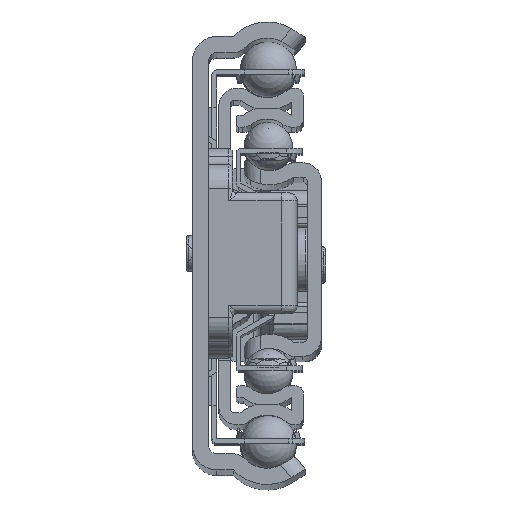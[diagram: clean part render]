
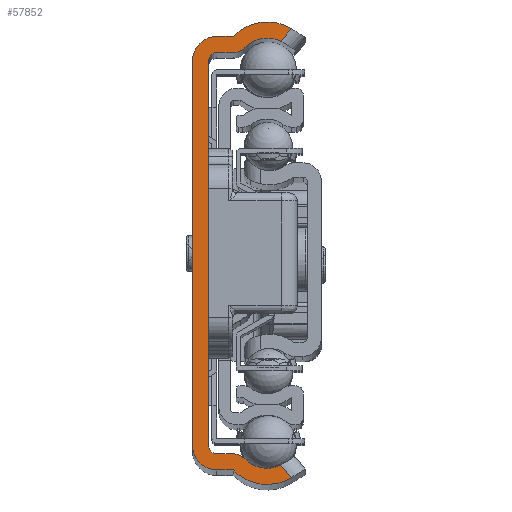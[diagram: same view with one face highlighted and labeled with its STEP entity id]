
A CAD part, top view. The second image highlights one B-rep face of the part: STEP entity #57852.
In plain terms, the highlighted planar face has unit normal (0, 0, 1).
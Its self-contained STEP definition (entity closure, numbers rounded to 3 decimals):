
#5814=LINE('',#99171,#10159);
#5836=LINE('',#99259,#10181);
#5844=LINE('',#99305,#10189);
#5855=LINE('',#99365,#10200);
#5859=LINE('',#99377,#10204);
#5863=LINE('',#99389,#10208);
#5868=LINE('',#99406,#10213);
#5872=LINE('',#99420,#10217);
#10159=VECTOR('',#71243,10.);
#10181=VECTOR('',#71331,10.);
#10189=VECTOR('',#71361,10.);
#10200=VECTOR('',#71408,10.);
#10204=VECTOR('',#71420,10.);
#10208=VECTOR('',#71432,10.);
#10213=VECTOR('',#71453,10.);
#10217=VECTOR('',#71471,10.);
#13085=PLANE('',#61858);
#15302=FACE_OUTER_BOUND('',#18329,.T.);
#18329=EDGE_LOOP('',(#44697,#44698,#44699,#44700,#44701,#44702,#44703,#44704,
#44705,#44706,#44707,#44708,#44709,#44710,#44711,#44712,#44713,#44714));
#20932=CIRCLE('',#61810,5.8);
#20934=CIRCLE('',#61819,3.8);
#20935=CIRCLE('',#61829,3.8);
#20937=CIRCLE('',#61832,2.);
#20939=CIRCLE('',#61836,1.);
#20941=CIRCLE('',#61840,1.);
#20943=CIRCLE('',#61844,2.);
#20945=CIRCLE('',#61848,5.8);
#20947=CIRCLE('',#61852,3.);
#20949=CIRCLE('',#61855,3.);
#24802=VERTEX_POINT('',#99169);
#24803=VERTEX_POINT('',#99170);
#24831=VERTEX_POINT('',#99253);
#24832=VERTEX_POINT('',#99258);
#24839=VERTEX_POINT('',#99280);
#24846=VERTEX_POINT('',#99299);
#24847=VERTEX_POINT('',#99304);
#24851=VERTEX_POINT('',#99320);
#24858=VERTEX_POINT('',#99352);
#24860=VERTEX_POINT('',#99358);
#24862=VERTEX_POINT('',#99364);
#24864=VERTEX_POINT('',#99370);
#24866=VERTEX_POINT('',#99376);
#24868=VERTEX_POINT('',#99382);
#24870=VERTEX_POINT('',#99388);
#24872=VERTEX_POINT('',#99399);
#24874=VERTEX_POINT('',#99405);
#24876=VERTEX_POINT('',#99414);
#31882=EDGE_CURVE('',#24802,#24803,#5814,.T.);
#31925=EDGE_CURVE('',#24831,#24832,#5836,.T.);
#31934=EDGE_CURVE('',#24839,#24831,#20932,.T.);
#31943=EDGE_CURVE('',#24846,#24847,#5844,.T.);
#31949=EDGE_CURVE('',#24851,#24846,#20934,.T.);
#31961=EDGE_CURVE('',#24832,#24858,#20935,.T.);
#31964=EDGE_CURVE('',#24858,#24860,#20937,.T.);
#31967=EDGE_CURVE('',#24860,#24862,#5855,.T.);
#31970=EDGE_CURVE('',#24862,#24864,#20939,.T.);
#31973=EDGE_CURVE('',#24864,#24866,#5859,.T.);
#31976=EDGE_CURVE('',#24866,#24868,#20941,.T.);
#31979=EDGE_CURVE('',#24868,#24870,#5863,.T.);
#31982=EDGE_CURVE('',#24870,#24851,#20943,.T.);
#31985=EDGE_CURVE('',#24847,#24872,#20945,.T.);
#31988=EDGE_CURVE('',#24872,#24874,#5868,.T.);
#31991=EDGE_CURVE('',#24874,#24802,#20947,.T.);
#31993=EDGE_CURVE('',#24803,#24876,#20949,.T.);
#31996=EDGE_CURVE('',#24876,#24839,#5872,.T.);
#44697=ORIENTED_EDGE('',*,*,#31925,.F.);
#44698=ORIENTED_EDGE('',*,*,#31934,.F.);
#44699=ORIENTED_EDGE('',*,*,#31996,.F.);
#44700=ORIENTED_EDGE('',*,*,#31993,.F.);
#44701=ORIENTED_EDGE('',*,*,#31882,.F.);
#44702=ORIENTED_EDGE('',*,*,#31991,.F.);
#44703=ORIENTED_EDGE('',*,*,#31988,.F.);
#44704=ORIENTED_EDGE('',*,*,#31985,.F.);
#44705=ORIENTED_EDGE('',*,*,#31943,.F.);
#44706=ORIENTED_EDGE('',*,*,#31949,.F.);
#44707=ORIENTED_EDGE('',*,*,#31982,.F.);
#44708=ORIENTED_EDGE('',*,*,#31979,.F.);
#44709=ORIENTED_EDGE('',*,*,#31976,.F.);
#44710=ORIENTED_EDGE('',*,*,#31973,.F.);
#44711=ORIENTED_EDGE('',*,*,#31970,.F.);
#44712=ORIENTED_EDGE('',*,*,#31967,.F.);
#44713=ORIENTED_EDGE('',*,*,#31964,.F.);
#44714=ORIENTED_EDGE('',*,*,#31961,.F.);
#57852=ADVANCED_FACE('',(#15302),#13085,.T.);
#61810=AXIS2_PLACEMENT_3D('',#99282,#71343,#71344);
#61819=AXIS2_PLACEMENT_3D('',#99322,#71368,#71369);
#61829=AXIS2_PLACEMENT_3D('',#99353,#71394,#71395);
#61832=AXIS2_PLACEMENT_3D('',#99359,#71401,#71402);
#61836=AXIS2_PLACEMENT_3D('',#99371,#71413,#71414);
#61840=AXIS2_PLACEMENT_3D('',#99383,#71425,#71426);
#61844=AXIS2_PLACEMENT_3D('',#99394,#71437,#71438);
#61848=AXIS2_PLACEMENT_3D('',#99400,#71446,#71447);
#61852=AXIS2_PLACEMENT_3D('',#99411,#71458,#71459);
#61855=AXIS2_PLACEMENT_3D('',#99415,#71464,#71465);
#61858=AXIS2_PLACEMENT_3D('',#99422,#71473,#71474);
#71243=DIRECTION('',(0.,1.,0.));
#71331=DIRECTION('',(-0.653,-0.757,0.));
#71343=DIRECTION('center_axis',(0.,0.,-1.));
#71344=DIRECTION('ref_axis',(-0.525,-0.851,0.));
#71361=DIRECTION('',(0.653,-0.757,0.));
#71368=DIRECTION('center_axis',(0.,0.,1.));
#71369=DIRECTION('ref_axis',(-0.724,-0.69,0.));
#71394=DIRECTION('center_axis',(0.,0.,1.));
#71395=DIRECTION('ref_axis',(0.525,0.851,0.));
#71401=DIRECTION('center_axis',(0.,0.,-1.));
#71402=DIRECTION('ref_axis',(0.,1.,0.));
#71408=DIRECTION('',(-1.,0.,0.));
#71413=DIRECTION('center_axis',(0.,0.,1.));
#71414=DIRECTION('ref_axis',(0.,1.,0.));
#71420=DIRECTION('',(0.,-1.,0.));
#71425=DIRECTION('center_axis',(0.,0.,1.));
#71426=DIRECTION('ref_axis',(-1.,0.,0.));
#71432=DIRECTION('',(1.,0.,0.));
#71437=DIRECTION('center_axis',(0.,0.,-1.));
#71438=DIRECTION('ref_axis',(-0.724,-0.69,0.));
#71446=DIRECTION('center_axis',(0.,0.,-1.));
#71447=DIRECTION('ref_axis',(0.724,0.69,0.));
#71453=DIRECTION('',(-1.,0.,0.));
#71458=DIRECTION('center_axis',(0.,0.,-1.));
#71459=DIRECTION('ref_axis',(1.,0.,0.));
#71464=DIRECTION('center_axis',(0.,0.,-1.));
#71465=DIRECTION('ref_axis',(0.,-1.,0.));
#71471=DIRECTION('',(1.,0.,0.));
#71473=DIRECTION('center_axis',(0.,0.,1.));
#71474=DIRECTION('ref_axis',(1.,0.,0.));
#99169=CARTESIAN_POINT('',(-9.25,-23.9,400.));
#99170=CARTESIAN_POINT('',(-9.25,23.9,400.));
#99171=CARTESIAN_POINT('',(-9.25,-23.9,400.));
#99253=CARTESIAN_POINT('',(3.027,27.848,400.));
#99258=CARTESIAN_POINT('',(1.693,26.302,400.));
#99259=CARTESIAN_POINT('',(-5.642,17.798,400.));
#99280=CARTESIAN_POINT('',(-4.2,26.9,400.));
#99282=CARTESIAN_POINT('Origin',(0.,22.9,
400.));
#99299=CARTESIAN_POINT('',(1.693,-26.302,400.));
#99304=CARTESIAN_POINT('',(3.027,-27.848,400.));
#99305=CARTESIAN_POINT('',(-6.304,-17.031,400.));
#99320=CARTESIAN_POINT('',(-2.752,-25.521,400.));
#99322=CARTESIAN_POINT('Origin',(0.,-22.9,
400.));
#99352=CARTESIAN_POINT('',(-2.752,25.521,400.));
#99353=CARTESIAN_POINT('Origin',(0.,22.9,
400.));
#99358=CARTESIAN_POINT('',(-4.2,24.9,400.));
#99359=CARTESIAN_POINT('Origin',(-4.2,26.9,400.));
#99364=CARTESIAN_POINT('',(-6.25,24.9,400.));
#99365=CARTESIAN_POINT('',(-4.2,24.9,400.));
#99370=CARTESIAN_POINT('',(-7.25,23.9,400.));
#99371=CARTESIAN_POINT('Origin',(-6.25,23.9,400.));
#99376=CARTESIAN_POINT('',(-7.25,-23.9,400.));
#99377=CARTESIAN_POINT('',(-7.25,23.9,400.));
#99382=CARTESIAN_POINT('',(-6.25,-24.9,400.));
#99383=CARTESIAN_POINT('Origin',(-6.25,-23.9,400.));
#99388=CARTESIAN_POINT('',(-4.2,-24.9,400.));
#99389=CARTESIAN_POINT('',(-6.25,-24.9,400.));
#99394=CARTESIAN_POINT('Origin',(-4.2,-26.9,400.));
#99399=CARTESIAN_POINT('',(-4.2,-26.9,400.));
#99400=CARTESIAN_POINT('Origin',(0.,-22.9,
400.));
#99405=CARTESIAN_POINT('',(-6.25,-26.9,400.));
#99406=CARTESIAN_POINT('',(-4.2,-26.9,400.));
#99411=CARTESIAN_POINT('Origin',(-6.25,-23.9,400.));
#99414=CARTESIAN_POINT('',(-6.25,26.9,400.));
#99415=CARTESIAN_POINT('Origin',(-6.25,23.9,400.));
#99420=CARTESIAN_POINT('',(-6.25,26.9,400.));
#99422=CARTESIAN_POINT('Origin',(-5.819,0.,
400.));
